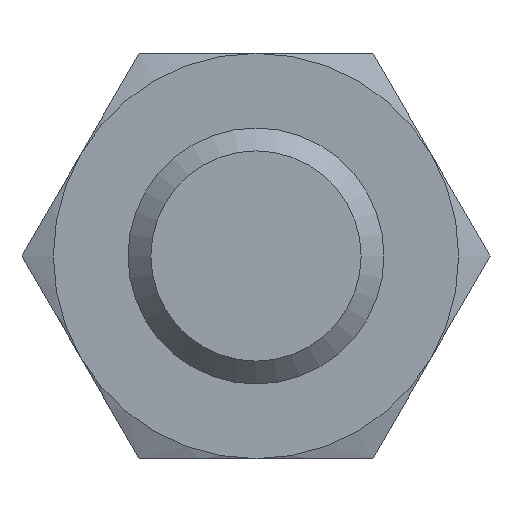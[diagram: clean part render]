
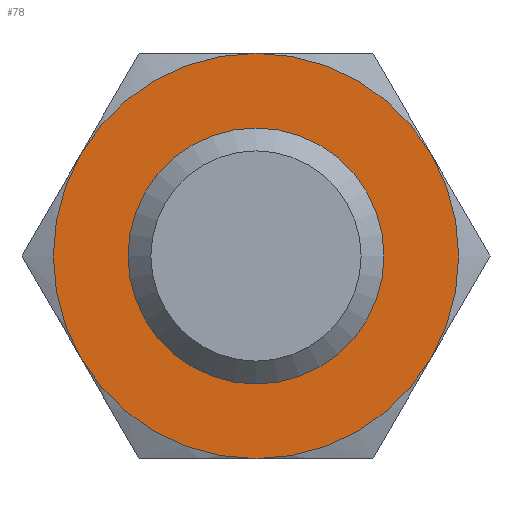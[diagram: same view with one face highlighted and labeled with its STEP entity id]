
A CAD part, front view. The second image highlights one B-rep face of the part: STEP entity #78.
In plain terms, the highlighted planar face has unit normal (0, -1, 0).
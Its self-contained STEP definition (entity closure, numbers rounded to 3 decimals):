
#78 = ADVANCED_FACE( '', ( #163, #164 ), #165, .F. );
#163 = FACE_BOUND( '', #254, .T. );
#164 = FACE_OUTER_BOUND( '', #255, .T. );
#165 = PLANE( '', #256 );
#254 = EDGE_LOOP( '', ( #409 ) );
#255 = EDGE_LOOP( '', ( #410, #411, #412, #413, #414, #415 ) );
#256 = AXIS2_PLACEMENT_3D( '', #416, #417, #418 );
#409 = ORIENTED_EDGE( '', *, *, #548, .F. );
#410 = ORIENTED_EDGE( '', *, *, #528, .T. );
#411 = ORIENTED_EDGE( '', *, *, #549, .T. );
#412 = ORIENTED_EDGE( '', *, *, #546, .T. );
#413 = ORIENTED_EDGE( '', *, *, #524, .T. );
#414 = ORIENTED_EDGE( '', *, *, #550, .T. );
#415 = ORIENTED_EDGE( '', *, *, #551, .T. );
#416 = CARTESIAN_POINT( '', ( 9.5, 0., 0. ) );
#417 = DIRECTION( '', ( 0., 1., 0. ) );
#418 = DIRECTION( '', ( 0., 0., 1. ) );
#524 = EDGE_CURVE( '', #614, #615, #616, .T. );
#528 = EDGE_CURVE( '', #621, #607, #622, .T. );
#546 = EDGE_CURVE( '', #599, #614, #646, .T. );
#548 = EDGE_CURVE( '', #648, #648, #649, .T. );
#549 = EDGE_CURVE( '', #607, #599, #650, .T. );
#550 = EDGE_CURVE( '', #615, #651, #652, .T. );
#551 = EDGE_CURVE( '', #651, #621, #653, .T. );
#599 = VERTEX_POINT( '', #734 );
#607 = VERTEX_POINT( '', #758 );
#614 = VERTEX_POINT( '', #781 );
#615 = VERTEX_POINT( '', #782 );
#616 = CIRCLE( '', #783, 9.5 );
#621 = VERTEX_POINT( '', #798 );
#622 = CIRCLE( '', #799, 9.5 );
#646 = CIRCLE( '', #861, 9.5 );
#648 = VERTEX_POINT( '', #863 );
#649 = CIRCLE( '', #864, 4.7 );
#650 = CIRCLE( '', #865, 9.5 );
#651 = VERTEX_POINT( '', #866 );
#652 = CIRCLE( '', #867, 9.5 );
#653 = CIRCLE( '', #868, 9.5 );
#734 = CARTESIAN_POINT( '', ( 8.227, 0., 4.75 ) );
#758 = CARTESIAN_POINT( '', ( 8.227, 0., -4.75 ) );
#781 = CARTESIAN_POINT( '', ( 0., 0., 9.5 ) );
#782 = CARTESIAN_POINT( '', ( -8.227, 0., 4.75 ) );
#783 = AXIS2_PLACEMENT_3D( '', #926, #927, #928 );
#798 = CARTESIAN_POINT( '', ( 0., 0., -9.5 ) );
#799 = AXIS2_PLACEMENT_3D( '', #929, #930, #931 );
#861 = AXIS2_PLACEMENT_3D( '', #941, #942, #943 );
#863 = CARTESIAN_POINT( '', ( 0., 0., -4.7 ) );
#864 = AXIS2_PLACEMENT_3D( '', #944, #945, #946 );
#865 = AXIS2_PLACEMENT_3D( '', #947, #948, #949 );
#866 = CARTESIAN_POINT( '', ( -8.227, 0., -4.75 ) );
#867 = AXIS2_PLACEMENT_3D( '', #950, #951, #952 );
#868 = AXIS2_PLACEMENT_3D( '', #953, #954, #955 );
#926 = CARTESIAN_POINT( '', ( 0., 0., 0. ) );
#927 = DIRECTION( '', ( 0., -1., 0. ) );
#928 = DIRECTION( '', ( 0., 0., -1. ) );
#929 = CARTESIAN_POINT( '', ( 0., 0., 0. ) );
#930 = DIRECTION( '', ( 0., -1., 0. ) );
#931 = DIRECTION( '', ( 0., 0., -1. ) );
#941 = CARTESIAN_POINT( '', ( 0., 0., 0. ) );
#942 = DIRECTION( '', ( 0., -1., 0. ) );
#943 = DIRECTION( '', ( 0., 0., -1. ) );
#944 = CARTESIAN_POINT( '', ( 0., 0., 0. ) );
#945 = DIRECTION( '', ( 0., -1., 0. ) );
#946 = DIRECTION( '', ( 0., 0., -1. ) );
#947 = CARTESIAN_POINT( '', ( 0., 0., 0. ) );
#948 = DIRECTION( '', ( 0., -1., 0. ) );
#949 = DIRECTION( '', ( 0., 0., -1. ) );
#950 = CARTESIAN_POINT( '', ( 0., 0., 0. ) );
#951 = DIRECTION( '', ( 0., -1., 0. ) );
#952 = DIRECTION( '', ( 0., 0., -1. ) );
#953 = CARTESIAN_POINT( '', ( 0., 0., 0. ) );
#954 = DIRECTION( '', ( 0., -1., 0. ) );
#955 = DIRECTION( '', ( 0., 0., -1. ) );
